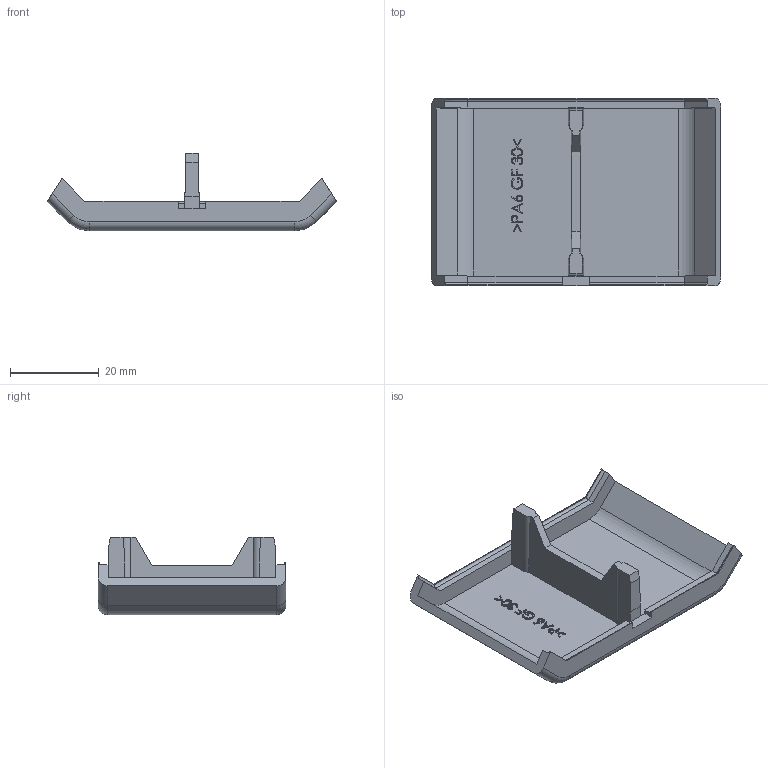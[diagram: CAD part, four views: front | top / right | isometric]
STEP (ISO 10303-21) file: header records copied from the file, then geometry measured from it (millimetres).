
FILE_DESCRIPTION (( 'STEP AP214' ), '1' );
FILE_NAME ('093wa422.STEP', '2014-08-20T12:38:37', ( '' ), ( '' ), 'SwSTEP 2.0', 'SolidWorks 2014', '' );
FILE_SCHEMA (( 'AUTOMOTIVE_DESIGN' ));
Length unit declared in the file: millimetre
Products named in the file (1): 093wa422
Bounding box: 65.09 x 42.2 x 17.4 mm (x, y, z)
Volume: 7847.7 mm3; surface area: 8216.6 mm2
Topology: 1 solids, 1 shells, 192 faces, 511 edges, 334 vertices
Faces by surface type: plane 118, bspline 47, cylinder 23, torus 4
Entity records: 8735 total; most frequent: CARTESIAN_POINT 4293, ORIENTED_EDGE 1022, DIRECTION 717, EDGE_CURVE 511, VECTOR 361, LINE 361, VERTEX_POINT 334, EDGE_LOOP 205
